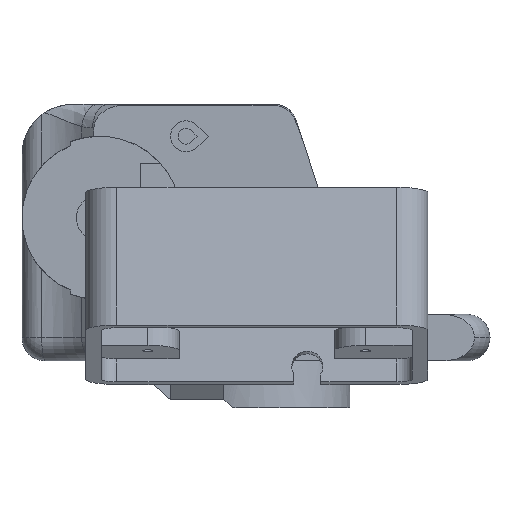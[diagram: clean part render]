
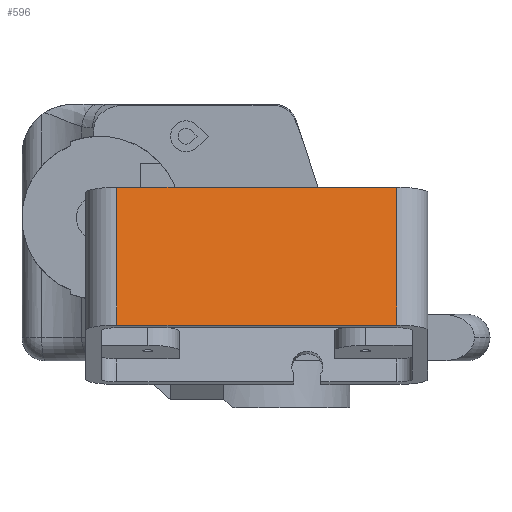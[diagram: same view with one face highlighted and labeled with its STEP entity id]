
A CAD part, front view. The second image highlights one B-rep face of the part: STEP entity #596.
In plain terms, the highlighted planar face has unit normal (0, -0.985, 0.174).
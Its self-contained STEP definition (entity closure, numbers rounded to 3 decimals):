
#596=ADVANCED_FACE('',(#991),#775,.F.);
#775=PLANE('',#5579);
#991=FACE_OUTER_BOUND('',#1299,.T.);
#1299=EDGE_LOOP('',(#2803,#2804,#2805,#2806));
#2803=ORIENTED_EDGE('',*,*,#3572,.F.);
#2804=ORIENTED_EDGE('',*,*,#4181,.F.);
#2805=ORIENTED_EDGE('',*,*,#4172,.F.);
#2806=ORIENTED_EDGE('',*,*,#4182,.F.);
#3079=VERTEX_POINT('',#7210);
#3080=VERTEX_POINT('',#7212);
#3474=VERTEX_POINT('',#9039);
#3475=VERTEX_POINT('',#9040);
#3572=EDGE_CURVE('',#3079,#3080,#4289,.T.);
#4172=EDGE_CURVE('',#3474,#3475,#4674,.T.);
#4181=EDGE_CURVE('',#3475,#3079,#4679,.T.);
#4182=EDGE_CURVE('',#3080,#3474,#4680,.T.);
#4289=LINE('',#7211,#4752);
#4674=LINE('',#9038,#5137);
#4679=LINE('',#9055,#5142);
#4680=LINE('',#9056,#5143);
#4752=VECTOR('',#5747,1.);
#5137=VECTOR('',#6872,1.);
#5142=VECTOR('',#6889,1.);
#5143=VECTOR('',#6890,1.);
#5579=AXIS2_PLACEMENT_3D('',#9057,#6891,#6892);
#5747=DIRECTION('',(-1.,0.,0.));
#6872=DIRECTION('',(1.,0.,0.));
#6889=DIRECTION('',(0.,-0.174,-0.985));
#6890=DIRECTION('',(0.,0.174,0.985));
#6891=DIRECTION('',(0.,0.985,-0.174));
#6892=DIRECTION('',(0.,0.174,0.985));
#7210=CARTESIAN_POINT('',(18.,-72.984,9.61));
#7211=CARTESIAN_POINT('',(22.,-72.984,9.61));
#7212=CARTESIAN_POINT('',(-18.,-72.984,9.61));
#9038=CARTESIAN_POINT('',(-22.,-69.859,27.337));
#9039=CARTESIAN_POINT('',(-18.,-69.859,27.337));
#9040=CARTESIAN_POINT('',(18.,-69.859,27.337));
#9055=CARTESIAN_POINT('',(18.,-69.859,27.337));
#9056=CARTESIAN_POINT('',(-18.,-73.332,7.641));
#9057=CARTESIAN_POINT('',(0.,-72.427,12.771));
